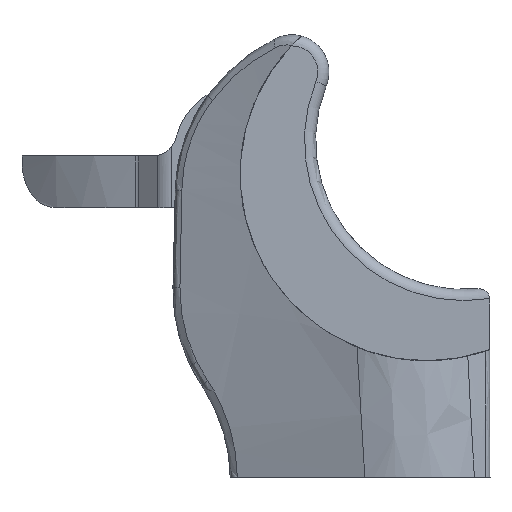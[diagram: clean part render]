
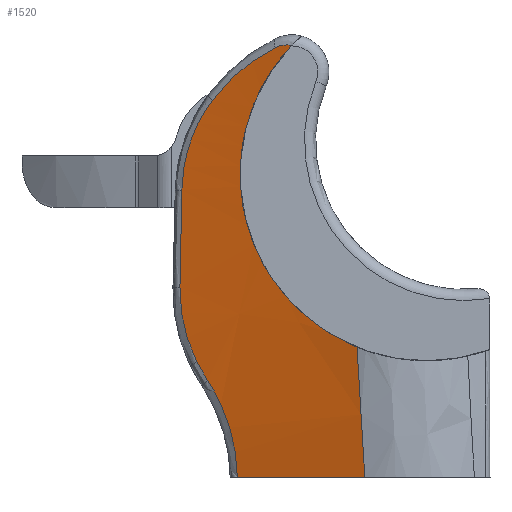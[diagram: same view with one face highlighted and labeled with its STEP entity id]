
A CAD part, left-side view. The second image highlights one B-rep face of the part: STEP entity #1520.
In plain terms, the highlighted free-form (B-spline) face has degree [3, 3] with [4, 4] control points.
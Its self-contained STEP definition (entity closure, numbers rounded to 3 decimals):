
#313=FACE_OUTER_BOUND('',#411,.T.);
#411=EDGE_LOOP('',(#1155,#1156,#1157,#1158,#1159,#1160,#1161,#1162,#1163,
#1164));
#527=B_SPLINE_CURVE_WITH_KNOTS('',3,(#2985,#2986,#2987,#2988,#2989,#2990),
 .UNSPECIFIED.,.F.,.F.,(4,2,4),(-5.666,-2.852,-1.989),
 .UNSPECIFIED.);
#528=B_SPLINE_CURVE_WITH_KNOTS('',3,(#2992,#2993,#2994,#2995),
 .UNSPECIFIED.,.F.,.F.,(4,4),(-43.2,-39.949),
 .UNSPECIFIED.);
#529=B_SPLINE_CURVE_WITH_KNOTS('',3,(#2997,#2998,#2999,#3000,#3001,#3002,
#3003,#3004,#3005,#3006,#3007,#3008,#3009,#3010,#3011,#3012,#3013,#3014,
#3015,#3016),.UNSPECIFIED.,.F.,.F.,(4,2,2,2,2,2,2,2,2,4),(-11.313,
-10.293,-8.467,-6.725,-5.845,-5.21,
-4.568,-3.644,-1.863,-1.205),
 .UNSPECIFIED.);
#530=B_SPLINE_CURVE_WITH_KNOTS('',3,(#3018,#3019,#3020,#3021),
 .UNSPECIFIED.,.F.,.F.,(4,4),(4.66,5.166),
 .UNSPECIFIED.);
#531=B_SPLINE_CURVE_WITH_KNOTS('',3,(#3023,#3024,#3025,#3026,#3027),
 .UNSPECIFIED.,.F.,.F.,(4,1,4),(0.,1.335,2.336),
 .UNSPECIFIED.);
#532=B_SPLINE_CURVE_WITH_KNOTS('',3,(#3029,#3030,#3031,#3032,#3033),
 .UNSPECIFIED.,.F.,.F.,(4,1,4),(0.,1.117,2.606),
 .UNSPECIFIED.);
#533=B_SPLINE_CURVE_WITH_KNOTS('',3,(#3035,#3036,#3037,#3038),
 .UNSPECIFIED.,.F.,.F.,(4,4),(-2.616,0.),.UNSPECIFIED.);
#534=B_SPLINE_CURVE_WITH_KNOTS('',3,(#3040,#3041,#3042,#3043),
 .UNSPECIFIED.,.F.,.F.,(4,4),(0.,2.084),.UNSPECIFIED.);
#535=B_SPLINE_CURVE_WITH_KNOTS('',3,(#3045,#3046,#3047,#3048),
 .UNSPECIFIED.,.F.,.F.,(4,4),(0.,0.601),.UNSPECIFIED.);
#536=B_SPLINE_CURVE_WITH_KNOTS('',3,(#3049,#3050,#3051,#3052,#3053),
 .UNSPECIFIED.,.F.,.F.,(4,1,4),(0.068,1.245,2.833),
 .UNSPECIFIED.);
#639=VERTEX_POINT('',#2983);
#640=VERTEX_POINT('',#2984);
#641=VERTEX_POINT('',#2991);
#642=VERTEX_POINT('',#2996);
#643=VERTEX_POINT('',#3017);
#644=VERTEX_POINT('',#3022);
#645=VERTEX_POINT('',#3028);
#646=VERTEX_POINT('',#3034);
#647=VERTEX_POINT('',#3039);
#648=VERTEX_POINT('',#3044);
#826=EDGE_CURVE('',#639,#640,#527,.T.);
#827=EDGE_CURVE('',#641,#639,#528,.T.);
#828=EDGE_CURVE('',#641,#642,#529,.T.);
#829=EDGE_CURVE('',#643,#642,#530,.T.);
#830=EDGE_CURVE('',#644,#643,#531,.T.);
#831=EDGE_CURVE('',#645,#644,#532,.T.);
#832=EDGE_CURVE('',#646,#645,#533,.T.);
#833=EDGE_CURVE('',#647,#646,#534,.T.);
#834=EDGE_CURVE('',#648,#647,#535,.T.);
#835=EDGE_CURVE('',#640,#648,#536,.T.);
#1155=ORIENTED_EDGE('',*,*,#826,.F.);
#1156=ORIENTED_EDGE('',*,*,#827,.F.);
#1157=ORIENTED_EDGE('',*,*,#828,.T.);
#1158=ORIENTED_EDGE('',*,*,#829,.F.);
#1159=ORIENTED_EDGE('',*,*,#830,.F.);
#1160=ORIENTED_EDGE('',*,*,#831,.F.);
#1161=ORIENTED_EDGE('',*,*,#832,.F.);
#1162=ORIENTED_EDGE('',*,*,#833,.F.);
#1163=ORIENTED_EDGE('',*,*,#834,.F.);
#1164=ORIENTED_EDGE('',*,*,#835,.F.);
#1461=B_SPLINE_SURFACE_WITH_KNOTS('',3,3,((#2967,#2968,#2969,#2970),(#2971,
#2972,#2973,#2974),(#2975,#2976,#2977,#2978),(#2979,#2980,#2981,#2982)),
 .UNSPECIFIED.,.F.,.F.,.F.,(4,4),(4,4),(0.028,0.765),
(0.04,0.23),.UNSPECIFIED.);
#1520=ADVANCED_FACE('',(#313),#1461,.F.);
#2967=CARTESIAN_POINT('Ctrl Pts',(-98.806,408.408,-410.735));
#2968=CARTESIAN_POINT('Ctrl Pts',(-101.508,408.684,-433.657));
#2969=CARTESIAN_POINT('Ctrl Pts',(-109.085,409.571,-482.453));
#2970=CARTESIAN_POINT('Ctrl Pts',(-106.973,410.651,-523.868));
#2971=CARTESIAN_POINT('Ctrl Pts',(-106.154,393.566,-410.908));
#2972=CARTESIAN_POINT('Ctrl Pts',(-108.767,393.561,-434.359));
#2973=CARTESIAN_POINT('Ctrl Pts',(-116.023,393.547,-484.801));
#2974=CARTESIAN_POINT('Ctrl Pts',(-113.166,393.564,-527.681));
#2975=CARTESIAN_POINT('Ctrl Pts',(-113.502,378.724,-411.081));
#2976=CARTESIAN_POINT('Ctrl Pts',(-116.026,378.437,-435.061));
#2977=CARTESIAN_POINT('Ctrl Pts',(-122.96,377.523,-487.149));
#2978=CARTESIAN_POINT('Ctrl Pts',(-119.358,376.477,-531.494));
#2979=CARTESIAN_POINT('Ctrl Pts',(-120.85,363.882,-411.255));
#2980=CARTESIAN_POINT('Ctrl Pts',(-123.285,363.314,-435.764));
#2981=CARTESIAN_POINT('Ctrl Pts',(-129.897,361.5,-489.498));
#2982=CARTESIAN_POINT('Ctrl Pts',(-125.551,359.39,-535.307));
#2983=CARTESIAN_POINT('',(-126.179,359.741,-527.57));
#2984=CARTESIAN_POINT('',(-112.986,394.061,-527.57));
#2985=CARTESIAN_POINT('Ctrl Pts',(-126.179,359.741,-527.57));
#2986=CARTESIAN_POINT('Ctrl Pts',(-122.761,368.472,-527.57));
#2987=CARTESIAN_POINT('Ctrl Pts',(-119.379,377.228,-527.57));
#2988=CARTESIAN_POINT('Ctrl Pts',(-115.02,388.679,-527.57));
#2989=CARTESIAN_POINT('Ctrl Pts',(-114.001,391.369,-527.57));
#2990=CARTESIAN_POINT('Ctrl Pts',(-112.986,394.061,-527.57));
#2991=CARTESIAN_POINT('',(-126.642,361.83,-492.569));
#2992=CARTESIAN_POINT('Ctrl Pts',(-126.642,361.83,-492.569));
#2993=CARTESIAN_POINT('Ctrl Pts',(-126.965,361.147,-504.016));
#2994=CARTESIAN_POINT('Ctrl Pts',(-126.927,360.44,-515.651));
#2995=CARTESIAN_POINT('Ctrl Pts',(-126.179,359.741,-527.57));
#2996=CARTESIAN_POINT('',(-113.179,379.404,-411.214));
#2997=CARTESIAN_POINT('Ctrl Pts',(-126.642,361.83,-492.569));
#2998=CARTESIAN_POINT('Ctrl Pts',(-125.415,364.762,-491.389));
#2999=CARTESIAN_POINT('Ctrl Pts',(-124.22,367.593,-489.929));
#3000=CARTESIAN_POINT('Ctrl Pts',(-120.988,375.096,-485.097));
#3001=CARTESIAN_POINT('Ctrl Pts',(-119.055,379.39,-481.168));
#3002=CARTESIAN_POINT('Ctrl Pts',(-115.63,386.325,-472.134));
#3003=CARTESIAN_POINT('Ctrl Pts',(-114.141,388.991,-467.144));
#3004=CARTESIAN_POINT('Ctrl Pts',(-112.291,391.677,-459.045));
#3005=CARTESIAN_POINT('Ctrl Pts',(-111.741,392.349,-456.24));
#3006=CARTESIAN_POINT('Ctrl Pts',(-110.941,393.086,-451.317));
#3007=CARTESIAN_POINT('Ctrl Pts',(-110.651,393.267,-449.229));
#3008=CARTESIAN_POINT('Ctrl Pts',(-110.171,393.367,-445.008));
#3009=CARTESIAN_POINT('Ctrl Pts',(-109.983,393.283,-442.88));
#3010=CARTESIAN_POINT('Ctrl Pts',(-109.669,392.747,-437.706));
#3011=CARTESIAN_POINT('Ctrl Pts',(-109.607,392.151,-434.686));
#3012=CARTESIAN_POINT('Ctrl Pts',(-109.83,389.607,-426.05));
#3013=CARTESIAN_POINT('Ctrl Pts',(-110.489,386.959,-420.767));
#3014=CARTESIAN_POINT('Ctrl Pts',(-112.11,382.23,-414.361));
#3015=CARTESIAN_POINT('Ctrl Pts',(-112.614,380.858,-412.736));
#3016=CARTESIAN_POINT('Ctrl Pts',(-113.179,379.404,-411.214));
#3017=CARTESIAN_POINT('',(-111.044,383.857,-411.822));
#3018=CARTESIAN_POINT('Ctrl Pts',(-111.044,383.857,-411.822));
#3019=CARTESIAN_POINT('Ctrl Pts',(-111.661,382.457,-411.124));
#3020=CARTESIAN_POINT('Ctrl Pts',(-112.42,380.884,-410.932));
#3021=CARTESIAN_POINT('Ctrl Pts',(-113.179,379.405,-411.215));
#3022=CARTESIAN_POINT('',(-104.467,400.801,-426.014));
#3023=CARTESIAN_POINT('Ctrl Pts',(-104.467,400.801,-426.014));
#3024=CARTESIAN_POINT('Ctrl Pts',(-105.269,398.199,-422.509));
#3025=CARTESIAN_POINT('Ctrl Pts',(-107.19,392.858,-417.096));
#3026=CARTESIAN_POINT('Ctrl Pts',(-109.822,386.628,-413.203));
#3027=CARTESIAN_POINT('Ctrl Pts',(-111.044,383.857,-411.822));
#3028=CARTESIAN_POINT('',(-103.641,409.035,-450.193));
#3029=CARTESIAN_POINT('Ctrl Pts',(-103.641,409.035,-450.193));
#3030=CARTESIAN_POINT('Ctrl Pts',(-103.233,408.967,-446.482));
#3031=CARTESIAN_POINT('Ctrl Pts',(-102.746,407.649,-437.796));
#3032=CARTESIAN_POINT('Ctrl Pts',(-103.573,403.705,-429.925));
#3033=CARTESIAN_POINT('Ctrl Pts',(-104.467,400.801,-426.014));
#3034=CARTESIAN_POINT('',(-106.06,409.548,-476.333));
#3035=CARTESIAN_POINT('Ctrl Pts',(-106.06,409.548,-476.333));
#3036=CARTESIAN_POINT('Ctrl Pts',(-105.425,409.365,-467.597));
#3037=CARTESIAN_POINT('Ctrl Pts',(-104.595,409.194,-458.884));
#3038=CARTESIAN_POINT('Ctrl Pts',(-103.641,409.035,-450.193));
#3039=CARTESIAN_POINT('',(-109.093,405.043,-496.361));
#3040=CARTESIAN_POINT('Ctrl Pts',(-109.093,405.043,-496.361));
#3041=CARTESIAN_POINT('Ctrl Pts',(-107.658,408.093,-490.234));
#3042=CARTESIAN_POINT('Ctrl Pts',(-106.566,409.694,-483.29));
#3043=CARTESIAN_POINT('Ctrl Pts',(-106.06,409.548,-476.333));
#3044=CARTESIAN_POINT('',(-110.406,402.1,-501.474));
#3045=CARTESIAN_POINT('Ctrl Pts',(-110.406,402.1,-501.474));
#3046=CARTESIAN_POINT('Ctrl Pts',(-109.945,403.179,-499.836));
#3047=CARTESIAN_POINT('Ctrl Pts',(-109.507,404.163,-498.127));
#3048=CARTESIAN_POINT('Ctrl Pts',(-109.093,405.043,-496.361));
#3049=CARTESIAN_POINT('Ctrl Pts',(-112.986,394.061,-527.57));
#3050=CARTESIAN_POINT('Ctrl Pts',(-113.222,394.123,-523.613));
#3051=CARTESIAN_POINT('Ctrl Pts',(-113.135,395.408,-514.299));
#3052=CARTESIAN_POINT('Ctrl Pts',(-111.623,399.243,-505.807));
#3053=CARTESIAN_POINT('Ctrl Pts',(-110.406,402.1,-501.474));
